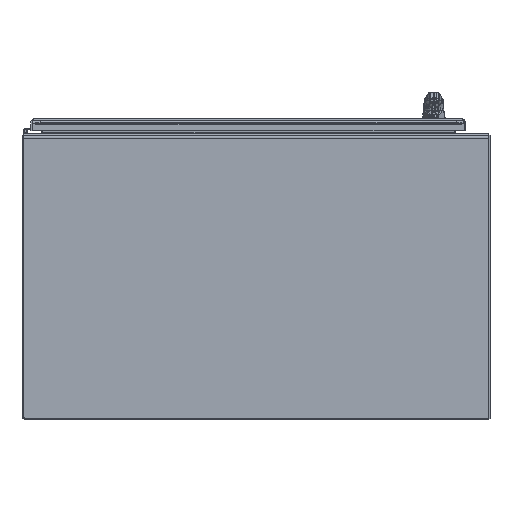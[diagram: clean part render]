
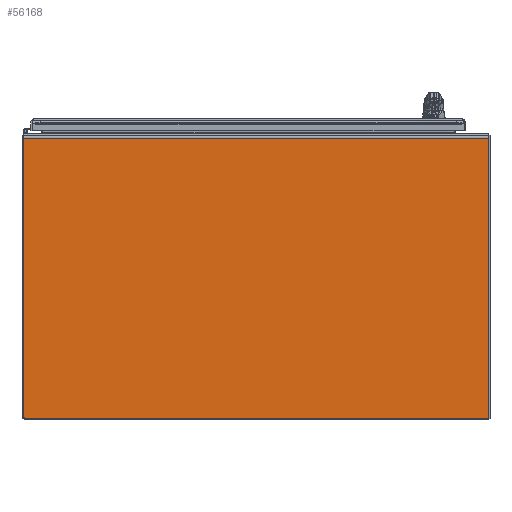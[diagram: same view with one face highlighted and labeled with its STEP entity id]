
A CAD part, front view. The second image highlights one B-rep face of the part: STEP entity #56168.
In plain terms, the highlighted face is planar.
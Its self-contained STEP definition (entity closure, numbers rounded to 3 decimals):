
#3035=PLANE('',#60949);
#4465=FACE_OUTER_BOUND('',#7840,.T.);
#7840=EDGE_LOOP('',(#37461,#37462,#37463,#37464));
#14625=LINE('',#84804,#18964);
#14630=LINE('',#84818,#18969);
#14632=LINE('',#84823,#18971);
#14634=LINE('',#84827,#18973);
#18964=VECTOR('',#67718,0.394);
#18969=VECTOR('',#67729,0.394);
#18971=VECTOR('',#67737,0.394);
#18973=VECTOR('',#67743,0.394);
#23251=VERTEX_POINT('',#84801);
#23252=VERTEX_POINT('',#84803);
#23257=VERTEX_POINT('',#84815);
#23258=VERTEX_POINT('',#84817);
#28676=EDGE_CURVE('',#23251,#23252,#14625,.T.);
#28683=EDGE_CURVE('',#23257,#23258,#14630,.T.);
#28686=EDGE_CURVE('',#23251,#23258,#14632,.T.);
#28688=EDGE_CURVE('',#23252,#23257,#14634,.T.);
#37461=ORIENTED_EDGE('',*,*,#28686,.T.);
#37462=ORIENTED_EDGE('',*,*,#28683,.F.);
#37463=ORIENTED_EDGE('',*,*,#28688,.F.);
#37464=ORIENTED_EDGE('',*,*,#28676,.F.);
#56168=ADVANCED_FACE('',(#4465),#3035,.F.);
#60949=AXIS2_PLACEMENT_3D('',#84828,#67744,#67745);
#67718=DIRECTION('',(0.,-1.,0.));
#67729=DIRECTION('',(0.,1.,0.));
#67737=DIRECTION('',(1.,0.,0.));
#67743=DIRECTION('',(1.,0.,0.));
#67744=DIRECTION('center_axis',(0.,0.,1.));
#67745=DIRECTION('ref_axis',(1.,0.,0.));
#84801=CARTESIAN_POINT('',(0.,23.667,0.));
#84803=CARTESIAN_POINT('',(0.,0.,0.));
#84804=CARTESIAN_POINT('',(0.,23.917,0.));
#84815=CARTESIAN_POINT('',(39.292,0.,0.));
#84817=CARTESIAN_POINT('',(39.292,23.667,0.));
#84818=CARTESIAN_POINT('',(39.292,0.,0.));
#84823=CARTESIAN_POINT('',(9.823,23.667,0.));
#84827=CARTESIAN_POINT('',(0.,0.,0.));
#84828=CARTESIAN_POINT('Origin',(19.646,11.959,0.));
